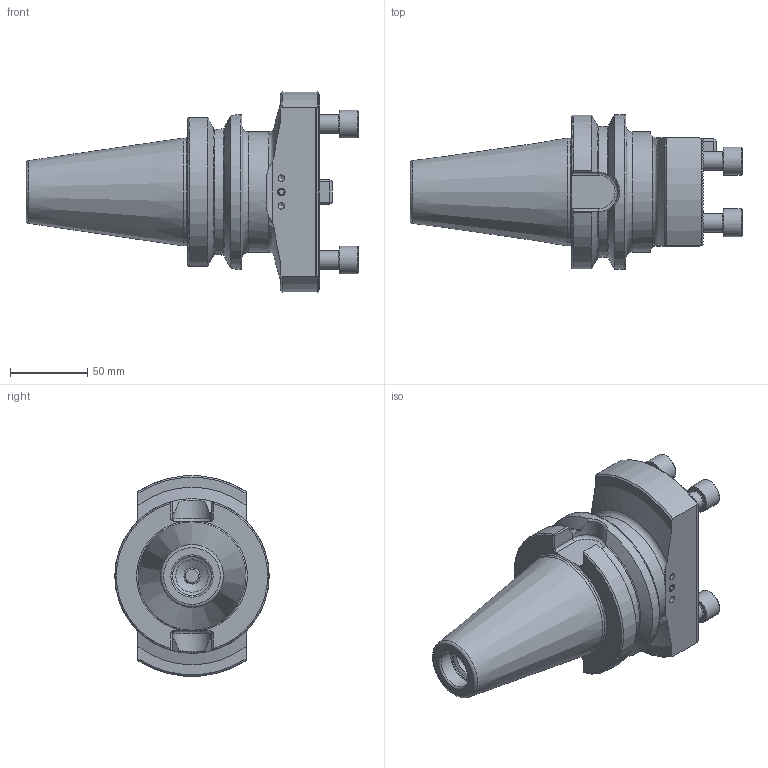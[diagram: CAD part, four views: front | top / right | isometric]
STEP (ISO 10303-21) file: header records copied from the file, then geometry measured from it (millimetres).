
FILE_DESCRIPTION (( 'STEP AP214' ), '1' );
FILE_NAME ('BT5.Ko1.K01.088.STEP', '2020-08-13T14:55:35', ( '' ), ( '' ), 'SwSTEP 2.0', 'SolidWorks 2017', '' );
FILE_SCHEMA (( 'AUTOMOTIVE_DESIGN' ));
Length unit declared in the file: millimetre
Products named in the file (7): BT5.Ko1.K01.088; ISO 4762 - M6 x 16; ISO 4026 - M5 x 8; Ko1-ER1.001.016_A; BT5-Ko1.K01.088_A; ISO 4762 - M12 x 25; DIN 908 - M12x1.5
Assembly tree (10 placements, depth 2):
  BT5.Ko1.K01.088
    BT5-Ko1.K01.088_A
    Ko1-ER1.001.016_A
    ISO 4762 - M6 x 16
    ISO 4762 - M12 x 25  x4
    DIN 908 - M12x1.5
    ISO 4026 - M5 x 8  x2
Bounding box: 215.01 x 100 x 129.58 mm (x, y, z)
Volume: 806426.2 mm3; surface area: 100043 mm2
Topology: 10 solids, 10 shells, 747 faces, 2055 edges, 1333 vertices
Faces by surface type: plane 488, cylinder 164, cone 64, torus 29, bspline 2
Full cylindrical faces by diameter (mm): 4.2 x6, 5 x3, 6 x1, 6.5 x1, 7.245 x1, 10 x1, 10.2 x8, 10.5 x2, 12 x5, 17 x1, 18 x4, 19 x1, 21 x1, 25 x1, 25.45 x1, 69.85 x1, 78 x1, 100 x1
Entity records: 23824 total; most frequent: CARTESIAN_POINT 7594, ORIENTED_EDGE 3566, DIRECTION 2789, EDGE_CURVE 1783, VERTEX_POINT 1206, AXIS2_PLACEMENT_3D 1044, EDGE_LOOP 763, FACE_OUTER_BOUND 718
